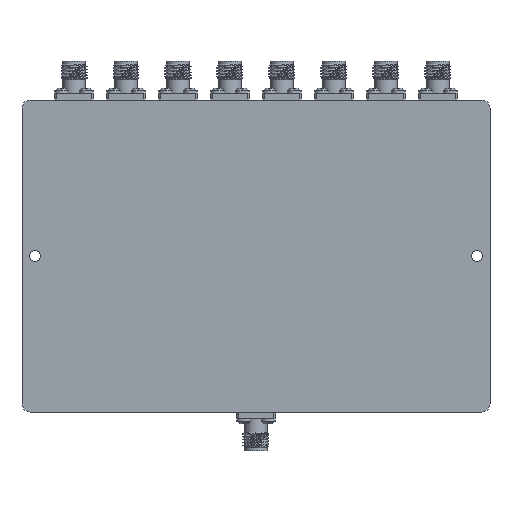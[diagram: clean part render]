
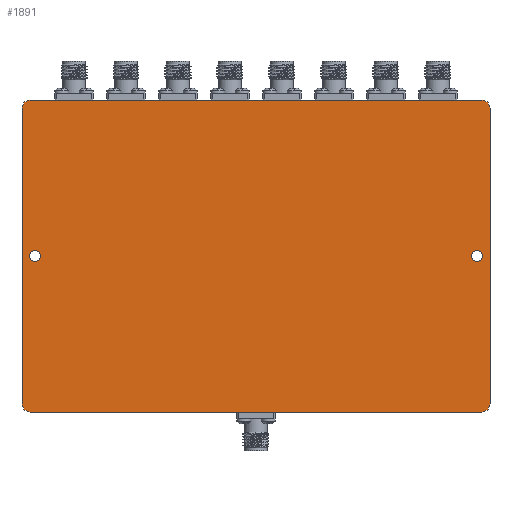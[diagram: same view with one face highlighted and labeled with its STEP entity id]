
A CAD part, front view. The second image highlights one B-rep face of the part: STEP entity #1891.
In plain terms, the highlighted planar face has unit normal (0, -1, 0).
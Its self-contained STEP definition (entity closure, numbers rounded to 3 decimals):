
#47 = CARTESIAN_POINT ( 'NONE',  ( 54., -6.35, 1.35 ) ) ;
#139 = CIRCLE ( 'NONE', #2753, 2. ) ;
#249 = EDGE_CURVE ( 'NONE', #792, #3883, #1188, .T. ) ;
#299 = EDGE_CURVE ( 'NONE', #4412, #2041, #3272, .T. ) ;
#350 = ORIENTED_EDGE ( 'NONE', *, *, #4521, .T. ) ;
#365 = DIRECTION ( 'NONE',  ( 0., 0., 1. ) ) ;
#409 = LINE ( 'NONE', #4307, #741 ) ;
#414 = CARTESIAN_POINT ( 'NONE',  ( -57.15, -6.35, -36.1 ) ) ;
#436 = AXIS2_PLACEMENT_3D ( 'NONE', #1745, #1021, #2789 ) ;
#497 = ORIENTED_EDGE ( 'NONE', *, *, #249, .T. ) ;
#553 = ORIENTED_EDGE ( 'NONE', *, *, #709, .T. ) ;
#628 = CARTESIAN_POINT ( 'NONE',  ( -54., -6.35, 0. ) ) ;
#701 = CARTESIAN_POINT ( 'NONE',  ( 57.15, -6.35, 36.1 ) ) ;
#709 = EDGE_CURVE ( 'NONE', #1856, #3082, #3274, .T. ) ;
#729 = DIRECTION ( 'NONE',  ( 0., 1., 0. ) ) ;
#741 = VECTOR ( 'NONE', #2863, 1000. ) ;
#755 = VECTOR ( 'NONE', #774, 1000. ) ;
#774 = DIRECTION ( 'NONE',  ( -1., 0., 0. ) ) ;
#792 = VERTEX_POINT ( 'NONE', #414 ) ;
#799 = CARTESIAN_POINT ( 'NONE',  ( 0., -6.35, 0. ) ) ;
#827 = AXIS2_PLACEMENT_3D ( 'NONE', #4240, #729, #3932 ) ;
#861 = DIRECTION ( 'NONE',  ( 0., 0., 1. ) ) ;
#897 = EDGE_CURVE ( 'NONE', #1179, #3883, #2604, .T. ) ;
#944 = ORIENTED_EDGE ( 'NONE', *, *, #4476, .T. ) ;
#968 = CIRCLE ( 'NONE', #436, 1.35 ) ;
#1021 = DIRECTION ( 'NONE',  ( 0., 1., 0. ) ) ;
#1038 = CARTESIAN_POINT ( 'NONE',  ( -55.15, -6.35, -38.1 ) ) ;
#1098 = AXIS2_PLACEMENT_3D ( 'NONE', #1182, #1255, #861 ) ;
#1123 = PLANE ( 'NONE',  #2060 ) ;
#1144 = DIRECTION ( 'NONE',  ( 0., 0., 1. ) ) ;
#1179 = VERTEX_POINT ( 'NONE', #4235 ) ;
#1182 = CARTESIAN_POINT ( 'NONE',  ( 54., -6.35, 0. ) ) ;
#1188 = CIRCLE ( 'NONE', #3809, 2. ) ;
#1215 = FACE_OUTER_BOUND ( 'NONE', #2962, .T. ) ;
#1255 = DIRECTION ( 'NONE',  ( 0., 1., 0. ) ) ;
#1417 = DIRECTION ( 'NONE',  ( 1., 0., 0. ) ) ;
#1451 = CARTESIAN_POINT ( 'NONE',  ( 55.15, -6.35, 36.1 ) ) ;
#1519 = VERTEX_POINT ( 'NONE', #2641 ) ;
#1745 = CARTESIAN_POINT ( 'NONE',  ( -54., -6.35, 0. ) ) ;
#1765 = CARTESIAN_POINT ( 'NONE',  ( -57.15, -6.35, 38.1 ) ) ;
#1856 = VERTEX_POINT ( 'NONE', #47 ) ;
#1865 = FACE_BOUND ( 'NONE', #2084, .T. ) ;
#1876 = DIRECTION ( 'NONE',  ( 0., -1., 0. ) ) ;
#1891 = ADVANCED_FACE ( 'NONE', ( #1865, #4340, #1215 ), #1123, .F. ) ;
#2041 = VERTEX_POINT ( 'NONE', #2228 ) ;
#2060 = AXIS2_PLACEMENT_3D ( 'NONE', #799, #2935, #4408 ) ;
#2067 = CARTESIAN_POINT ( 'NONE',  ( -57.15, -6.35, 36.1 ) ) ;
#2084 = EDGE_LOOP ( 'NONE', ( #2112, #944 ) ) ;
#2104 = ORIENTED_EDGE ( 'NONE', *, *, #3177, .T. ) ;
#2112 = ORIENTED_EDGE ( 'NONE', *, *, #3963, .T. ) ;
#2166 = CARTESIAN_POINT ( 'NONE',  ( 54., -6.35, -1.35 ) ) ;
#2221 = CARTESIAN_POINT ( 'NONE',  ( -54., -6.35, -1.35 ) ) ;
#2228 = CARTESIAN_POINT ( 'NONE',  ( 55.15, -6.35, 38.1 ) ) ;
#2299 = CARTESIAN_POINT ( 'NONE',  ( -57.15, -6.35, -38.1 ) ) ;
#2360 = VERTEX_POINT ( 'NONE', #4201 ) ;
#2370 = VECTOR ( 'NONE', #3040, 1000. ) ;
#2417 = LINE ( 'NONE', #1765, #3491 ) ;
#2479 = DIRECTION ( 'NONE',  ( 0., -1., 0. ) ) ;
#2604 = LINE ( 'NONE', #3980, #755 ) ;
#2641 = CARTESIAN_POINT ( 'NONE',  ( -54., -6.35, 1.35 ) ) ;
#2753 = AXIS2_PLACEMENT_3D ( 'NONE', #4374, #1876, #4326 ) ;
#2787 = VERTEX_POINT ( 'NONE', #4237 ) ;
#2789 = DIRECTION ( 'NONE',  ( 0., 0., 1. ) ) ;
#2796 = ORIENTED_EDGE ( 'NONE', *, *, #4051, .T. ) ;
#2863 = DIRECTION ( 'NONE',  ( 0., 0., -1. ) ) ;
#2875 = CARTESIAN_POINT ( 'NONE',  ( -55.15, -6.35, 36.1 ) ) ;
#2891 = EDGE_LOOP ( 'NONE', ( #553, #2104 ) ) ;
#2923 = DIRECTION ( 'NONE',  ( 0., -1., 0. ) ) ;
#2935 = DIRECTION ( 'NONE',  ( 0., 1., 0. ) ) ;
#2947 = LINE ( 'NONE', #2299, #2370 ) ;
#2962 = EDGE_LOOP ( 'NONE', ( #3311, #497, #3635, #350, #3205, #4433, #3035, #2796 ) ) ;
#3035 = ORIENTED_EDGE ( 'NONE', *, *, #4386, .F. ) ;
#3040 = DIRECTION ( 'NONE',  ( 0., 0., 1. ) ) ;
#3082 = VERTEX_POINT ( 'NONE', #2166 ) ;
#3107 = DIRECTION ( 'NONE',  ( 0., 0., 1. ) ) ;
#3177 = EDGE_CURVE ( 'NONE', #3082, #1856, #4557, .T. ) ;
#3205 = ORIENTED_EDGE ( 'NONE', *, *, #3489, .F. ) ;
#3272 = CIRCLE ( 'NONE', #3346, 2. ) ;
#3274 = CIRCLE ( 'NONE', #827, 1.35 ) ;
#3311 = ORIENTED_EDGE ( 'NONE', *, *, #3773, .F. ) ;
#3346 = AXIS2_PLACEMENT_3D ( 'NONE', #1451, #3985, #1144 ) ;
#3489 = EDGE_CURVE ( 'NONE', #4412, #2787, #409, .T. ) ;
#3491 = VECTOR ( 'NONE', #1417, 1000. ) ;
#3564 = AXIS2_PLACEMENT_3D ( 'NONE', #628, #3845, #3107 ) ;
#3617 = CARTESIAN_POINT ( 'NONE',  ( -55.15, -6.35, -36.1 ) ) ;
#3631 = CIRCLE ( 'NONE', #3952, 2. ) ;
#3635 = ORIENTED_EDGE ( 'NONE', *, *, #897, .F. ) ;
#3773 = EDGE_CURVE ( 'NONE', #792, #4368, #2947, .T. ) ;
#3809 = AXIS2_PLACEMENT_3D ( 'NONE', #3617, #2923, #365 ) ;
#3845 = DIRECTION ( 'NONE',  ( 0., 1., 0. ) ) ;
#3883 = VERTEX_POINT ( 'NONE', #1038 ) ;
#3932 = DIRECTION ( 'NONE',  ( 0., 0., 1. ) ) ;
#3952 = AXIS2_PLACEMENT_3D ( 'NONE', #2875, #2479, #4344 ) ;
#3963 = EDGE_CURVE ( 'NONE', #1519, #4582, #4101, .T. ) ;
#3980 = CARTESIAN_POINT ( 'NONE',  ( -57.15, -6.35, -38.1 ) ) ;
#3985 = DIRECTION ( 'NONE',  ( 0., -1., 0. ) ) ;
#4051 = EDGE_CURVE ( 'NONE', #2360, #4368, #3631, .T. ) ;
#4101 = CIRCLE ( 'NONE', #3564, 1.35 ) ;
#4201 = CARTESIAN_POINT ( 'NONE',  ( -55.15, -6.35, 38.1 ) ) ;
#4235 = CARTESIAN_POINT ( 'NONE',  ( 55.15, -6.35, -38.1 ) ) ;
#4237 = CARTESIAN_POINT ( 'NONE',  ( 57.15, -6.35, -36.1 ) ) ;
#4240 = CARTESIAN_POINT ( 'NONE',  ( 54., -6.35, 0. ) ) ;
#4307 = CARTESIAN_POINT ( 'NONE',  ( 57.15, -6.35, -38.1 ) ) ;
#4326 = DIRECTION ( 'NONE',  ( 0., 0., 1. ) ) ;
#4340 = FACE_BOUND ( 'NONE', #2891, .T. ) ;
#4344 = DIRECTION ( 'NONE',  ( 0., 0., 1. ) ) ;
#4368 = VERTEX_POINT ( 'NONE', #2067 ) ;
#4374 = CARTESIAN_POINT ( 'NONE',  ( 55.15, -6.35, -36.1 ) ) ;
#4386 = EDGE_CURVE ( 'NONE', #2360, #2041, #2417, .T. ) ;
#4408 = DIRECTION ( 'NONE',  ( 0., 0., 1. ) ) ;
#4412 = VERTEX_POINT ( 'NONE', #701 ) ;
#4433 = ORIENTED_EDGE ( 'NONE', *, *, #299, .T. ) ;
#4476 = EDGE_CURVE ( 'NONE', #4582, #1519, #968, .T. ) ;
#4521 = EDGE_CURVE ( 'NONE', #1179, #2787, #139, .T. ) ;
#4557 = CIRCLE ( 'NONE', #1098, 1.35 ) ;
#4582 = VERTEX_POINT ( 'NONE', #2221 ) ;
